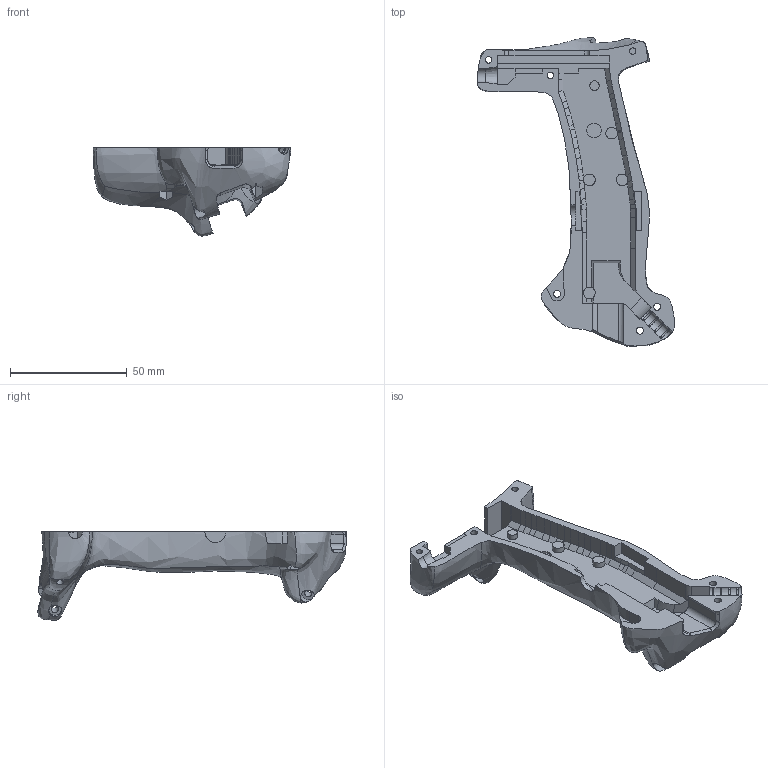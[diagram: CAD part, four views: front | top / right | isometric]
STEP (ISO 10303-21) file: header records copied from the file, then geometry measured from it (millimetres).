
FILE_DESCRIPTION(/* description */ (''),/* implementation_level */ '2;1');
FILE_NAME(/* name */ 'R.step',/* time_stamp */ '2025-05-15T15:43:30-04:00',/* author */ (''),/* organization */ (''),/* preprocessor_version */ 'ST-DEVELOPER v20.1',/* originating_system */ 'Autodesk Translation Framework v14.4.0.0',/* authorisation */ '');
FILE_SCHEMA (('AUTOMOTIVE_DESIGN { 1 0 10303 214 3 1 1 }'));
Length unit declared in the file: millimetre
Products named in the file (1): l (1)
Bounding box: 84.4 x 131.86 x 37.86 mm (x, y, z)
Volume: 50479.1 mm3; surface area: 22093.1 mm2
Topology: 1 solids, 1 shells, 302 faces, 815 edges, 515 vertices
Faces by surface type: plane 201, cylinder 50, bspline 38, sphere 8, torus 4, cone 1
Full cylindrical faces by diameter (mm): 2.8 x5, 3 x3, 3.1 x2, 4 x1, 5 x4, 5.6 x1, 6.218 x1
Entity records: 16378 total; most frequent: CARTESIAN_POINT 9176, ORIENTED_EDGE 1630, DIRECTION 1260, EDGE_CURVE 815, VERTEX_POINT 515, LINE 510, VECTOR 510, AXIS2_PLACEMENT_3D 375
